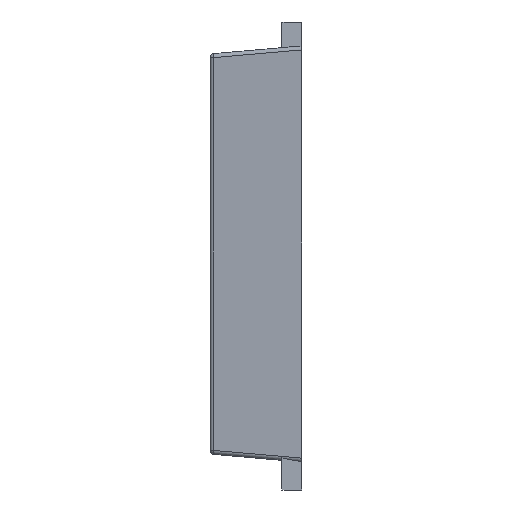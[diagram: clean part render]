
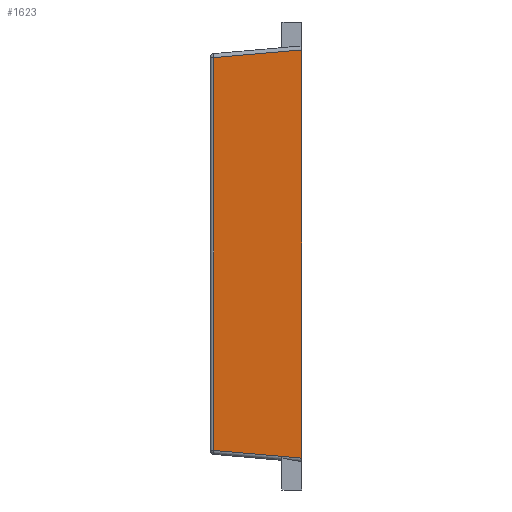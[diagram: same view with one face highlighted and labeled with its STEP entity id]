
A CAD part, left-side view. The second image highlights one B-rep face of the part: STEP entity #1623.
In plain terms, the highlighted planar face has unit normal (-0.996, 0.087, 0).
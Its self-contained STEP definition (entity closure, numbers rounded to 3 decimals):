
#57 = CARTESIAN_POINT ( 'NONE',  ( -4.872, 0.89, -5.038 ) ) ;
#67 = VECTOR ( 'NONE', #1459, 1000. ) ;
#117 = EDGE_CURVE ( 'NONE', #2374, #218, #1137, .T. ) ;
#133 = LINE ( 'NONE', #376, #1246 ) ;
#213 = ORIENTED_EDGE ( 'NONE', *, *, #1135, .T. ) ;
#218 = VERTEX_POINT ( 'NONE', #2071 ) ;
#331 = ORIENTED_EDGE ( 'NONE', *, *, #117, .T. ) ;
#376 = CARTESIAN_POINT ( 'NONE',  ( -4.757, 2.209, -5.014 ) ) ;
#483 = ORIENTED_EDGE ( 'NONE', *, *, #523, .T. ) ;
#523 = EDGE_CURVE ( 'NONE', #1399, #2374, #1590, .T. ) ;
#598 = DIRECTION ( 'NONE',  ( 0.087, 0.992, -0.087 ) ) ;
#605 = AXIS2_PLACEMENT_3D ( 'NONE', #1282, #650, #1690 ) ;
#650 = DIRECTION ( 'NONE',  ( -0.996, 0.087, 0. ) ) ;
#912 = EDGE_LOOP ( 'NONE', ( #213, #483, #331, #2141 ) ) ;
#1033 = VERTEX_POINT ( 'NONE', #1579 ) ;
#1135 = EDGE_CURVE ( 'NONE', #1033, #1399, #133, .T. ) ;
#1137 = LINE ( 'NONE', #2468, #67 ) ;
#1246 = VECTOR ( 'NONE', #1999, 1000. ) ;
#1282 = CARTESIAN_POINT ( 'NONE',  ( -4.95, 0., 5.215 ) ) ;
#1399 = VERTEX_POINT ( 'NONE', #1936 ) ;
#1459 = DIRECTION ( 'NONE',  ( 0., 0., 1. ) ) ;
#1478 = DIRECTION ( 'NONE',  ( -0.087, -0.992, -0.087 ) ) ;
#1495 = PLANE ( 'NONE',  #605 ) ;
#1507 = VECTOR ( 'NONE', #1478, 1000. ) ;
#1579 = CARTESIAN_POINT ( 'NONE',  ( -4.757, 2.209, 4.922 ) ) ;
#1590 = LINE ( 'NONE', #57, #1507 ) ;
#1623 = ADVANCED_FACE ( 'NONE', ( #2538 ), #1495, .T. ) ;
#1690 = DIRECTION ( 'NONE',  ( -0.087, -0.996, 0. ) ) ;
#1790 = EDGE_CURVE ( 'NONE', #218, #1033, #2130, .T. ) ;
#1793 = CARTESIAN_POINT ( 'NONE',  ( -4.951, -0.009, 5.116 ) ) ;
#1936 = CARTESIAN_POINT ( 'NONE',  ( -4.757, 2.209, -4.922 ) ) ;
#1999 = DIRECTION ( 'NONE',  ( 0., 0., -1. ) ) ;
#2071 = CARTESIAN_POINT ( 'NONE',  ( -4.95, 0., 5.115 ) ) ;
#2130 = LINE ( 'NONE', #1793, #2536 ) ;
#2141 = ORIENTED_EDGE ( 'NONE', *, *, #1790, .T. ) ;
#2255 = CARTESIAN_POINT ( 'NONE',  ( -4.95, 0., -5.115 ) ) ;
#2374 = VERTEX_POINT ( 'NONE', #2255 ) ;
#2468 = CARTESIAN_POINT ( 'NONE',  ( -4.95, 0., 5.215 ) ) ;
#2536 = VECTOR ( 'NONE', #598, 1000. ) ;
#2538 = FACE_OUTER_BOUND ( 'NONE', #912, .T. ) ;
